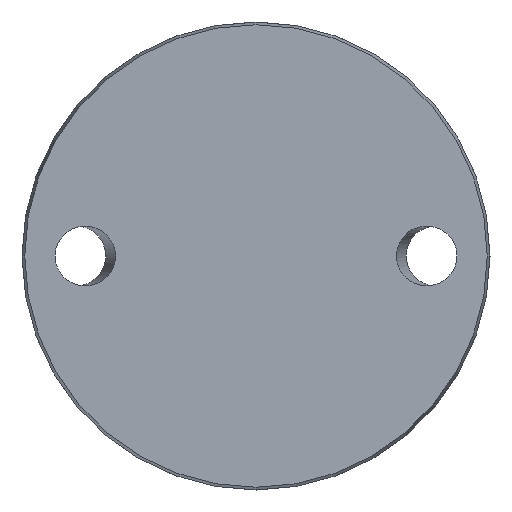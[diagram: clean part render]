
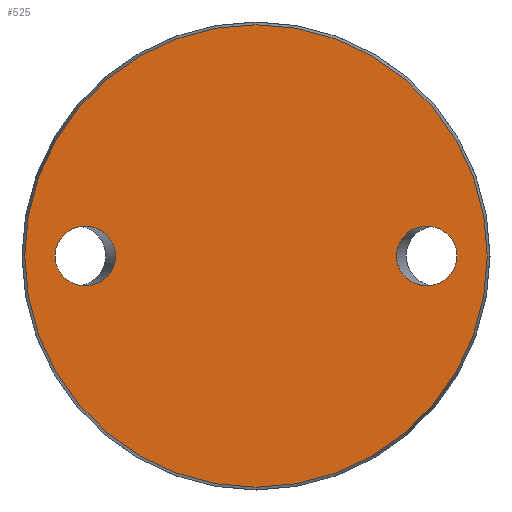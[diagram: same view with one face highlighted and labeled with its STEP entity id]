
A CAD part, front view. The second image highlights one B-rep face of the part: STEP entity #525.
In plain terms, the highlighted planar face has unit normal (0, -1, 0).
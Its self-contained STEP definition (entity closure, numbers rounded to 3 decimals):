
#13 = EDGE_CURVE ( 'NONE', #100, #100, #372, .T. ) ;
#16 = CARTESIAN_POINT ( 'NONE',  ( -29.413, 0., -12.5 ) ) ;
#77 = CARTESIAN_POINT ( 'NONE',  ( 42.087, 0., 12.5 ) ) ;
#80 = CARTESIAN_POINT ( 'NONE',  ( 29.413, 0., 12.5 ) ) ;
#100 = VERTEX_POINT ( 'NONE', #211 ) ;
#138 = CARTESIAN_POINT ( 'NONE',  ( -42.087, 0., 0. ) ) ;
#154 = CARTESIAN_POINT ( 'NONE',  ( 0., 0., 0. ) ) ;
#158 = CARTESIAN_POINT ( 'NONE',  ( 42.087, 0., 0. ) ) ;
#194 = AXIS2_PLACEMENT_3D ( 'NONE', #492, #601, #735 ) ;
#211 = CARTESIAN_POINT ( 'NONE',  ( 0., 0., -48.425 ) ) ;
#214 = CARTESIAN_POINT ( 'NONE',  ( -42.087, 0., 0. ) ) ;
#219 = CARTESIAN_POINT ( 'NONE',  ( 29.413, 0., 0. ) ) ;
#264 = ORIENTED_EDGE ( 'NONE', *, *, #13, .T. ) ;
#273 = CARTESIAN_POINT ( 'NONE',  ( -29.413, 0., 0. ) ) ;
#277 =( BOUNDED_CURVE ( )  B_SPLINE_CURVE ( 3, ( #138, #333, #443, #273, #16, #517, #214 ),
 .UNSPECIFIED., .T., .F. ) 
 B_SPLINE_CURVE_WITH_KNOTS ( ( 4, 3, 4 ),
 ( 0., 3.142, 6.283 ),
 .UNSPECIFIED. ) 
 CURVE ( )  GEOMETRIC_REPRESENTATION_ITEM ( )  RATIONAL_B_SPLINE_CURVE ( ( 1., 0.333, 0.333, 1., 0.333, 0.333, 1. ) ) 
 REPRESENTATION_ITEM ( '' )  );
#285 = VERTEX_POINT ( 'NONE', #710 ) ;
#333 = CARTESIAN_POINT ( 'NONE',  ( -42.087, 0., 12.5 ) ) ;
#340 = ORIENTED_EDGE ( 'NONE', *, *, #740, .T. ) ;
#352 = FACE_OUTER_BOUND ( 'NONE', #737, .T. ) ;
#359 = FACE_BOUND ( 'NONE', #758, .T. ) ;
#372 = CIRCLE ( 'NONE', #474, 48.425 ) ;
#399 = CARTESIAN_POINT ( 'NONE',  ( 29.413, 0., -12.5 ) ) ;
#443 = CARTESIAN_POINT ( 'NONE',  ( -29.413, 0., 12.5 ) ) ;
#455 = CARTESIAN_POINT ( 'NONE',  ( 42.087, 0., 0. ) ) ;
#470 = CARTESIAN_POINT ( 'NONE',  ( 42.087, 0., 0. ) ) ;
#474 = AXIS2_PLACEMENT_3D ( 'NONE', #154, #640, #566 ) ;
#492 = CARTESIAN_POINT ( 'NONE',  ( -48.425, 0., 0. ) ) ;
#517 = CARTESIAN_POINT ( 'NONE',  ( -42.087, 0., -12.5 ) ) ;
#525 = ADVANCED_FACE ( 'NONE', ( #359, #719, #352 ), #670, .F. ) ;
#566 = DIRECTION ( 'NONE',  ( 0., 0., -1. ) ) ;
#601 = DIRECTION ( 'NONE',  ( 0., 1., 0. ) ) ;
#607 = EDGE_LOOP ( 'NONE', ( #340 ) ) ;
#625 = CARTESIAN_POINT ( 'NONE',  ( 42.087, 0., -12.5 ) ) ;
#640 = DIRECTION ( 'NONE',  ( 0., -1., 0. ) ) ;
#670 = PLANE ( 'NONE',  #194 ) ;
#685 = EDGE_CURVE ( 'NONE', #285, #285, #277, .T. ) ;
#710 = CARTESIAN_POINT ( 'NONE',  ( -42.087, 0., 0. ) ) ;
#719 = FACE_BOUND ( 'NONE', #607, .T. ) ;
#721 = VERTEX_POINT ( 'NONE', #470 ) ;
#733 = ORIENTED_EDGE ( 'NONE', *, *, #685, .T. ) ;
#735 = DIRECTION ( 'NONE',  ( 0., 0., 1. ) ) ;
#737 = EDGE_LOOP ( 'NONE', ( #264 ) ) ;
#740 = EDGE_CURVE ( 'NONE', #721, #721, #757, .T. ) ;
#757 =( BOUNDED_CURVE ( )  B_SPLINE_CURVE ( 3, ( #158, #625, #399, #219, #80, #77, #455 ),
 .UNSPECIFIED., .T., .F. ) 
 B_SPLINE_CURVE_WITH_KNOTS ( ( 4, 3, 4 ),
 ( 0., 3.142, 6.283 ),
 .UNSPECIFIED. ) 
 CURVE ( )  GEOMETRIC_REPRESENTATION_ITEM ( )  RATIONAL_B_SPLINE_CURVE ( ( 1., 0.333, 0.333, 1., 0.333, 0.333, 1. ) ) 
 REPRESENTATION_ITEM ( '' )  );
#758 = EDGE_LOOP ( 'NONE', ( #733 ) ) ;
